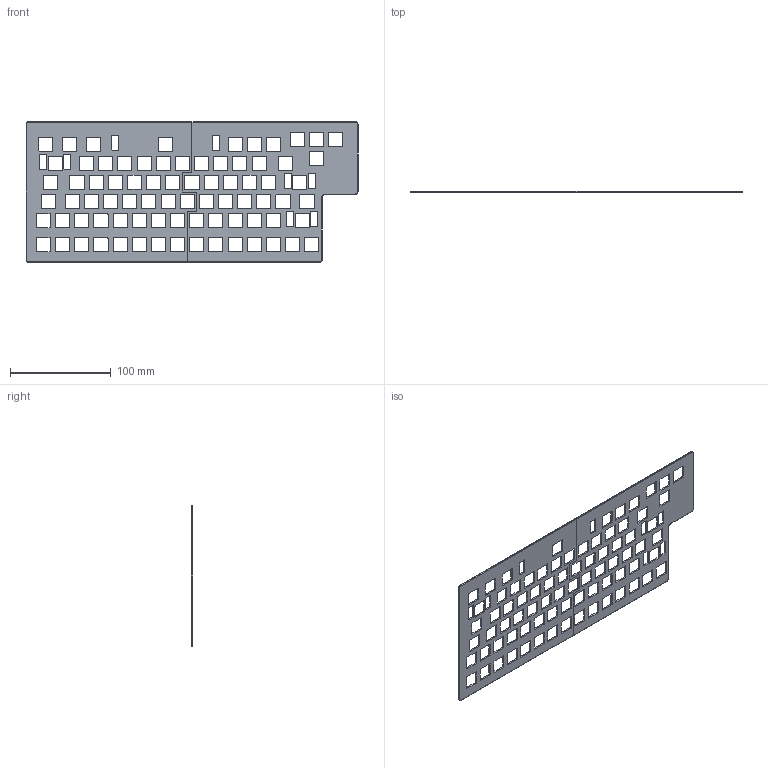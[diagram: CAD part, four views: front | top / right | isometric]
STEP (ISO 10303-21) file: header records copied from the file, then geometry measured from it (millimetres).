
FILE_DESCRIPTION(/* description */ (''),/* implementation_level */ '2;1');
FILE_NAME(/* name */ 'explore-rev3-plate-v1_full.step',/* time_stamp */ '2023-05-01T14:00:23+08:00',/* author */ (''),/* organization */ (''),/* preprocessor_version */ 'ST-DEVELOPER v19.2',/* originating_system */ 'Autodesk Translation Framework v12.4.0.73',/* authorisation */ '');
FILE_SCHEMA (('AUTOMOTIVE_DESIGN { 1 0 10303 214 3 1 1 }'));
Length unit declared in the file: millimetre
Products named in the file (3): EXPLORE75-3-PLATE; Component1; Component2
Assembly tree (2 placements, depth 2):
  EXPLORE75-3-PLATE
    Component1
    Component2
Bounding box: 330 x 1.5 x 140 mm (x, y, z)
Volume: 41146.3 mm3; surface area: 63564.6 mm2
Topology: 2 solids, 2 shells, 756 faces, 2232 edges, 1480 vertices
Faces by surface type: plane 374, cylinder 370, torus 12
Entity records: 25829 total; most frequent: DIRECTION 4506, CARTESIAN_POINT 4473, ORIENTED_EDGE 4464, EDGE_CURVE 2232, AXIS2_PLACEMENT_3D 1513, LINE 1480, VECTOR 1480, VERTEX_POINT 1480
